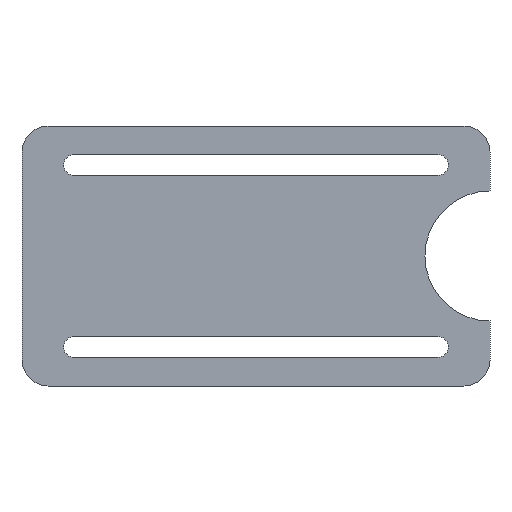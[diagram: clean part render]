
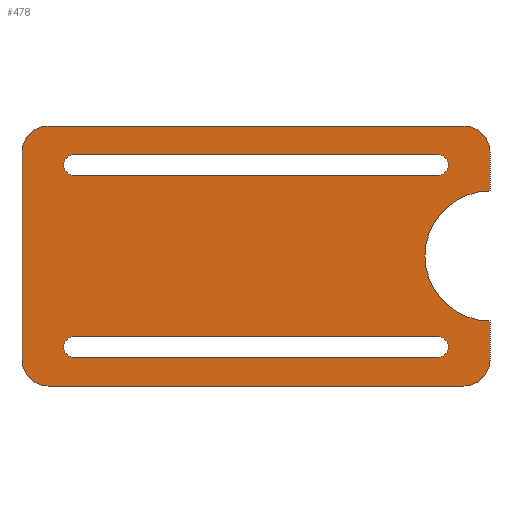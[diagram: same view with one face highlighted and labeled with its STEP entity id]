
A CAD part, front view. The second image highlights one B-rep face of the part: STEP entity #478.
In plain terms, the highlighted planar face has unit normal (0, -1, 0).
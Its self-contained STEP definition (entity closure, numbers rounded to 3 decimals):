
#2 = EDGE_LOOP ( 'NONE', ( #652, #293, #465, #208 ) ) ;
#5 = CARTESIAN_POINT ( 'NONE',  ( 40., -2., -25. ) ) ;
#8 = DIRECTION ( 'NONE',  ( 0., 0., 1. ) ) ;
#11 = CARTESIAN_POINT ( 'NONE',  ( 40., -2., -20. ) ) ;
#13 = DIRECTION ( 'NONE',  ( 0., 0., 1. ) ) ;
#18 = DIRECTION ( 'NONE',  ( 0., 1., 0. ) ) ;
#20 = DIRECTION ( 'NONE',  ( 0., 0., 1. ) ) ;
#32 = LINE ( 'NONE', #618, #253 ) ;
#42 = VERTEX_POINT ( 'NONE', #304 ) ;
#45 = LINE ( 'NONE', #570, #440 ) ;
#54 = CARTESIAN_POINT ( 'NONE',  ( 35., -2., 19.5 ) ) ;
#56 = CARTESIAN_POINT ( 'NONE',  ( 45., -2., -15.5 ) ) ;
#57 = DIRECTION ( 'NONE',  ( 0., 0., 1. ) ) ;
#64 = CARTESIAN_POINT ( 'NONE',  ( -35., -2., -15.5 ) ) ;
#66 = LINE ( 'NONE', #263, #540 ) ;
#71 = DIRECTION ( 'NONE',  ( 0., -1., 0. ) ) ;
#84 = ORIENTED_EDGE ( 'NONE', *, *, #509, .F. ) ;
#88 = EDGE_LOOP ( 'NONE', ( #219, #467, #595, #408, #617, #257, #644, #664, #186, #84 ) ) ;
#94 = CIRCLE ( 'NONE', #634, 2. ) ;
#95 = AXIS2_PLACEMENT_3D ( 'NONE', #530, #278, #221 ) ;
#98 = EDGE_CURVE ( 'NONE', #421, #111, #485, .T. ) ;
#105 = VECTOR ( 'NONE', #343, 1000. ) ;
#107 = EDGE_CURVE ( 'NONE', #325, #394, #620, .T. ) ;
#111 = VERTEX_POINT ( 'NONE', #488 ) ;
#126 = CARTESIAN_POINT ( 'NONE',  ( -40., -2., -20. ) ) ;
#128 = CIRCLE ( 'NONE', #308, 5. ) ;
#133 = VERTEX_POINT ( 'NONE', #64 ) ;
#135 = DIRECTION ( 'NONE',  ( 0., 1., 0. ) ) ;
#138 = EDGE_CURVE ( 'NONE', #179, #303, #94, .T. ) ;
#143 = CARTESIAN_POINT ( 'NONE',  ( -45., -2., -25. ) ) ;
#146 = LINE ( 'NONE', #56, #273 ) ;
#157 = FACE_OUTER_BOUND ( 'NONE', #88, .T. ) ;
#159 = CARTESIAN_POINT ( 'NONE',  ( -35., -2., 15.5 ) ) ;
#162 = DIRECTION ( 'NONE',  ( 0., -1., 0. ) ) ;
#165 = DIRECTION ( 'NONE',  ( 1., 0., 0. ) ) ;
#174 = AXIS2_PLACEMENT_3D ( 'NONE', #441, #553, #351 ) ;
#179 = VERTEX_POINT ( 'NONE', #159 ) ;
#186 = ORIENTED_EDGE ( 'NONE', *, *, #360, .F. ) ;
#198 = DIRECTION ( 'NONE',  ( -1., 0., 0. ) ) ;
#199 = VERTEX_POINT ( 'NONE', #280 ) ;
#208 = ORIENTED_EDGE ( 'NONE', *, *, #665, .T. ) ;
#214 = CARTESIAN_POINT ( 'NONE',  ( -45., -2., -20. ) ) ;
#219 = ORIENTED_EDGE ( 'NONE', *, *, #629, .F. ) ;
#221 = DIRECTION ( 'NONE',  ( 0., 0., 1. ) ) ;
#224 = CARTESIAN_POINT ( 'NONE',  ( 45., -2., 0. ) ) ;
#229 = CARTESIAN_POINT ( 'NONE',  ( -35., -2., 17.5 ) ) ;
#230 = EDGE_LOOP ( 'NONE', ( #281, #401, #296, #358 ) ) ;
#232 = VECTOR ( 'NONE', #633, 1000. ) ;
#239 = DIRECTION ( 'NONE',  ( 0., -1., 0. ) ) ;
#242 = CIRCLE ( 'NONE', #516, 2. ) ;
#246 = DIRECTION ( 'NONE',  ( 0., 0., 1. ) ) ;
#248 = EDGE_CURVE ( 'NONE', #605, #655, #405, .T. ) ;
#250 = VERTEX_POINT ( 'NONE', #456 ) ;
#253 = VECTOR ( 'NONE', #517, 1000. ) ;
#255 = CARTESIAN_POINT ( 'NONE',  ( 35., -2., -19.5 ) ) ;
#257 = ORIENTED_EDGE ( 'NONE', *, *, #670, .T. ) ;
#258 = LINE ( 'NONE', #419, #429 ) ;
#263 = CARTESIAN_POINT ( 'NONE',  ( 45., -2., 19.5 ) ) ;
#266 = DIRECTION ( 'NONE',  ( 0., -1., 0. ) ) ;
#272 = VERTEX_POINT ( 'NONE', #565 ) ;
#273 = VECTOR ( 'NONE', #591, 1000. ) ;
#276 = DIRECTION ( 'NONE',  ( 0., -1., 0. ) ) ;
#278 = DIRECTION ( 'NONE',  ( 0., 1., 0. ) ) ;
#280 = CARTESIAN_POINT ( 'NONE',  ( 45., -2., 12.5 ) ) ;
#281 = ORIENTED_EDGE ( 'NONE', *, *, #529, .T. ) ;
#284 = VERTEX_POINT ( 'NONE', #651 ) ;
#289 = VERTEX_POINT ( 'NONE', #446 ) ;
#293 = ORIENTED_EDGE ( 'NONE', *, *, #107, .T. ) ;
#296 = ORIENTED_EDGE ( 'NONE', *, *, #386, .T. ) ;
#299 = VECTOR ( 'NONE', #198, 1000. ) ;
#303 = VERTEX_POINT ( 'NONE', #502 ) ;
#304 = CARTESIAN_POINT ( 'NONE',  ( 35., -2., 15.5 ) ) ;
#308 = AXIS2_PLACEMENT_3D ( 'NONE', #126, #71, #494 ) ;
#320 = LINE ( 'NONE', #542, #232 ) ;
#325 = VERTEX_POINT ( 'NONE', #574 ) ;
#326 = EDGE_CURVE ( 'NONE', #605, #250, #32, .T. ) ;
#327 = CARTESIAN_POINT ( 'NONE',  ( 40., -2., 20. ) ) ;
#339 = CARTESIAN_POINT ( 'NONE',  ( -40., -2., 20. ) ) ;
#343 = DIRECTION ( 'NONE',  ( 0., 0., -1. ) ) ;
#351 = DIRECTION ( 'NONE',  ( 0., 0., 1. ) ) ;
#356 = CIRCLE ( 'NONE', #527, 5. ) ;
#358 = ORIENTED_EDGE ( 'NONE', *, *, #138, .T. ) ;
#360 = EDGE_CURVE ( 'NONE', #289, #111, #45, .T. ) ;
#372 = PLANE ( 'NONE',  #95 ) ;
#375 = CIRCLE ( 'NONE', #669, 12.5 ) ;
#376 = FACE_BOUND ( 'NONE', #230, .T. ) ;
#382 = FACE_BOUND ( 'NONE', #2, .T. ) ;
#385 = VECTOR ( 'NONE', #630, 1000. ) ;
#386 = EDGE_CURVE ( 'NONE', #42, #179, #258, .T. ) ;
#388 = CARTESIAN_POINT ( 'NONE',  ( 35., -2., -17.5 ) ) ;
#394 = VERTEX_POINT ( 'NONE', #255 ) ;
#395 = CARTESIAN_POINT ( 'NONE',  ( 35., -2., 17.5 ) ) ;
#399 = CARTESIAN_POINT ( 'NONE',  ( -40., -2., -25. ) ) ;
#401 = ORIENTED_EDGE ( 'NONE', *, *, #640, .T. ) ;
#405 = CIRCLE ( 'NONE', #582, 5. ) ;
#408 = ORIENTED_EDGE ( 'NONE', *, *, #248, .T. ) ;
#415 = AXIS2_PLACEMENT_3D ( 'NONE', #388, #18, #20 ) ;
#419 = CARTESIAN_POINT ( 'NONE',  ( 45., -2., 15.5 ) ) ;
#421 = VERTEX_POINT ( 'NONE', #5 ) ;
#427 = CIRCLE ( 'NONE', #174, 2. ) ;
#429 = VECTOR ( 'NONE', #469, 1000. ) ;
#431 = EDGE_CURVE ( 'NONE', #421, #627, #666, .T. ) ;
#440 = VECTOR ( 'NONE', #522, 1000. ) ;
#441 = CARTESIAN_POINT ( 'NONE',  ( -35., -2., -17.5 ) ) ;
#446 = CARTESIAN_POINT ( 'NONE',  ( 45., -2., -12.5 ) ) ;
#453 = EDGE_CURVE ( 'NONE', #133, #325, #146, .T. ) ;
#455 = CARTESIAN_POINT ( 'NONE',  ( -40., -2., 25. ) ) ;
#456 = CARTESIAN_POINT ( 'NONE',  ( 40., -2., 25. ) ) ;
#457 = VERTEX_POINT ( 'NONE', #214 ) ;
#458 = EDGE_CURVE ( 'NONE', #457, #655, #534, .T. ) ;
#461 = EDGE_CURVE ( 'NONE', #272, #250, #356, .T. ) ;
#465 = ORIENTED_EDGE ( 'NONE', *, *, #470, .T. ) ;
#467 = ORIENTED_EDGE ( 'NONE', *, *, #461, .T. ) ;
#469 = DIRECTION ( 'NONE',  ( -1., 0., 0. ) ) ;
#470 = EDGE_CURVE ( 'NONE', #394, #284, #320, .T. ) ;
#478 = ADVANCED_FACE ( 'NONE', ( #382, #376, #157 ), #372, .F. ) ;
#485 = CIRCLE ( 'NONE', #604, 5. ) ;
#488 = CARTESIAN_POINT ( 'NONE',  ( 45., -2., -20. ) ) ;
#494 = DIRECTION ( 'NONE',  ( 0., 0., 1. ) ) ;
#502 = CARTESIAN_POINT ( 'NONE',  ( -35., -2., 19.5 ) ) ;
#509 = EDGE_CURVE ( 'NONE', #199, #289, #375, .T. ) ;
#516 = AXIS2_PLACEMENT_3D ( 'NONE', #395, #135, #596 ) ;
#517 = DIRECTION ( 'NONE',  ( 1., 0., 0. ) ) ;
#522 = DIRECTION ( 'NONE',  ( 0., 0., -1. ) ) ;
#527 = AXIS2_PLACEMENT_3D ( 'NONE', #327, #162, #13 ) ;
#529 = EDGE_CURVE ( 'NONE', #303, #547, #66, .T. ) ;
#530 = CARTESIAN_POINT ( 'NONE',  ( 45., -2., 0. ) ) ;
#534 = LINE ( 'NONE', #585, #385 ) ;
#535 = DIRECTION ( 'NONE',  ( 0., 0., 1. ) ) ;
#540 = VECTOR ( 'NONE', #165, 1000. ) ;
#542 = CARTESIAN_POINT ( 'NONE',  ( 45., -2., -19.5 ) ) ;
#547 = VERTEX_POINT ( 'NONE', #54 ) ;
#548 = CARTESIAN_POINT ( 'NONE',  ( -45., -2., 20. ) ) ;
#553 = DIRECTION ( 'NONE',  ( 0., 1., 0. ) ) ;
#557 = LINE ( 'NONE', #662, #105 ) ;
#565 = CARTESIAN_POINT ( 'NONE',  ( 45., -2., 20. ) ) ;
#570 = CARTESIAN_POINT ( 'NONE',  ( 45., -2., -12.5 ) ) ;
#574 = CARTESIAN_POINT ( 'NONE',  ( 35., -2., -15.5 ) ) ;
#582 = AXIS2_PLACEMENT_3D ( 'NONE', #339, #239, #246 ) ;
#585 = CARTESIAN_POINT ( 'NONE',  ( -45., -2., 25. ) ) ;
#591 = DIRECTION ( 'NONE',  ( 1., 0., 0. ) ) ;
#595 = ORIENTED_EDGE ( 'NONE', *, *, #326, .F. ) ;
#596 = DIRECTION ( 'NONE',  ( 0., 0., 1. ) ) ;
#604 = AXIS2_PLACEMENT_3D ( 'NONE', #11, #276, #535 ) ;
#605 = VERTEX_POINT ( 'NONE', #455 ) ;
#617 = ORIENTED_EDGE ( 'NONE', *, *, #458, .F. ) ;
#618 = CARTESIAN_POINT ( 'NONE',  ( -45., -2., 25. ) ) ;
#620 = CIRCLE ( 'NONE', #415, 2. ) ;
#627 = VERTEX_POINT ( 'NONE', #399 ) ;
#629 = EDGE_CURVE ( 'NONE', #272, #199, #557, .T. ) ;
#630 = DIRECTION ( 'NONE',  ( 0., 0., 1. ) ) ;
#633 = DIRECTION ( 'NONE',  ( -1., 0., 0. ) ) ;
#634 = AXIS2_PLACEMENT_3D ( 'NONE', #229, #636, #57 ) ;
#636 = DIRECTION ( 'NONE',  ( 0., 1., 0. ) ) ;
#640 = EDGE_CURVE ( 'NONE', #547, #42, #242, .T. ) ;
#644 = ORIENTED_EDGE ( 'NONE', *, *, #431, .F. ) ;
#651 = CARTESIAN_POINT ( 'NONE',  ( -35., -2., -19.5 ) ) ;
#652 = ORIENTED_EDGE ( 'NONE', *, *, #453, .T. ) ;
#655 = VERTEX_POINT ( 'NONE', #548 ) ;
#662 = CARTESIAN_POINT ( 'NONE',  ( 45., -2., 12.5 ) ) ;
#664 = ORIENTED_EDGE ( 'NONE', *, *, #98, .T. ) ;
#665 = EDGE_CURVE ( 'NONE', #284, #133, #427, .T. ) ;
#666 = LINE ( 'NONE', #143, #299 ) ;
#669 = AXIS2_PLACEMENT_3D ( 'NONE', #224, #266, #8 ) ;
#670 = EDGE_CURVE ( 'NONE', #457, #627, #128, .T. ) ;
